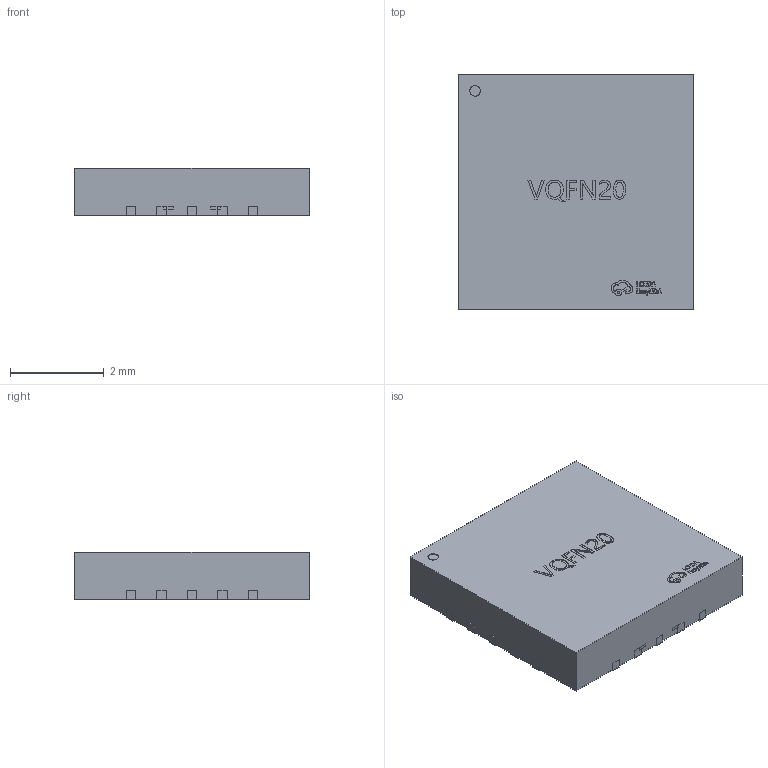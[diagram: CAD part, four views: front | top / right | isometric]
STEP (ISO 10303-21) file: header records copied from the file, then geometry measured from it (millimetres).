
FILE_DESCRIPTION(('Open CASCADE Model'),'2;1');
FILE_NAME('Open CASCADE Shape Model','2025-10-28T16:23:01',('Author'),( 'Open CASCADE'),'Open CASCADE STEP processor 7.9','Open CASCADE 7.9' ,'Unknown');
FILE_SCHEMA(('AUTOMOTIVE_DESIGN { 1 0 10303 214 1 1 1 1 }'));
Length unit declared in the file: millimetre
Products named in the file (1): COMPOUND
Bounding box: 5.02 x 5.02 x 1.02 mm (x, y, z)
Volume: 25.3 mm3; surface area: 77.8 mm2
Topology: 34 solids, 34 shells, 507 faces, 1263 edges, 842 vertices
Faces by surface type: bspline 507
Entity records: 20722 total; most frequent: CARTESIAN_POINT 8929, ORIENTED_EDGE 2526, EDGE_CURVE 1263, B_SPLINE_CURVE_WITH_KNOTS 1219, VERTEX_POINT 842, PRESENTATION_STYLE_ASSIGNMENT 541, SURFACE_STYLE_USAGE 541, SURFACE_SIDE_STYLE 541
